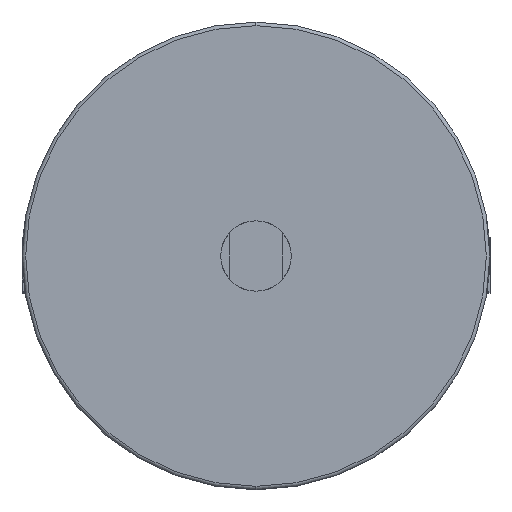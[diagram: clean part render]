
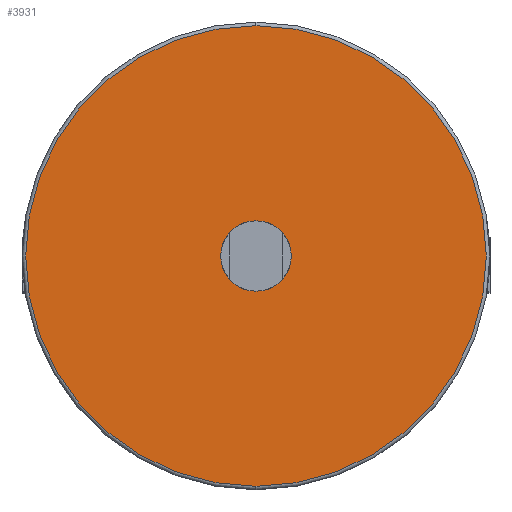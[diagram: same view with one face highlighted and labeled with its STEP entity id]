
A CAD part, left-side view. The second image highlights one B-rep face of the part: STEP entity #3931.
In plain terms, the highlighted planar face has unit normal (-1, 0, 0).
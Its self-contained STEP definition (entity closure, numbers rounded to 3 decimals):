
#1021 = CARTESIAN_POINT ( 'NONE',  ( -190., 0., 0. ) ) ;
#1259 = DIRECTION ( 'NONE',  ( -1., 0., 0. ) ) ;
#1290 = ORIENTED_EDGE ( 'NONE', *, *, #6384, .F. ) ;
#1705 = CARTESIAN_POINT ( 'NONE',  ( -190., 0., 0. ) ) ;
#2188 = DIRECTION ( 'NONE',  ( 0., 0., 1. ) ) ;
#2860 = DIRECTION ( 'NONE',  ( 0., 0., 1. ) ) ;
#3541 = FACE_OUTER_BOUND ( 'NONE', #13216, .T. ) ;
#3838 = VERTEX_POINT ( 'NONE', #7927 ) ;
#3847 = EDGE_CURVE ( 'NONE', #12388, #13674, #10437, .T. ) ;
#3931 = ADVANCED_FACE ( 'NONE', ( #3541, #9732 ), #8234, .T. ) ;
#4117 = AXIS2_PLACEMENT_3D ( 'NONE', #1705, #9808, #2860 ) ;
#4936 = CIRCLE ( 'NONE', #7839, 10. ) ;
#5522 = CARTESIAN_POINT ( 'NONE',  ( -190., 0., 0. ) ) ;
#5548 = EDGE_CURVE ( 'NONE', #13674, #12388, #9703, .T. ) ;
#6045 = ORIENTED_EDGE ( 'NONE', *, *, #5548, .T. ) ;
#6150 = ORIENTED_EDGE ( 'NONE', *, *, #3847, .T. ) ;
#6384 = EDGE_CURVE ( 'NONE', #3838, #10492, #14064, .T. ) ;
#6687 = DIRECTION ( 'NONE',  ( 0., 0., 1. ) ) ;
#6934 = CARTESIAN_POINT ( 'NONE',  ( -190., 0., 0. ) ) ;
#7056 = CARTESIAN_POINT ( 'NONE',  ( -190., 0., 65.5 ) ) ;
#7839 = AXIS2_PLACEMENT_3D ( 'NONE', #6934, #15069, #8104 ) ;
#7927 = CARTESIAN_POINT ( 'NONE',  ( -190., 0., -10. ) ) ;
#7933 = EDGE_CURVE ( 'NONE', #10492, #3838, #4936, .T. ) ;
#8064 = ORIENTED_EDGE ( 'NONE', *, *, #7933, .F. ) ;
#8104 = DIRECTION ( 'NONE',  ( 0., 0., 1. ) ) ;
#8234 = PLANE ( 'NONE',  #13842 ) ;
#8401 = AXIS2_PLACEMENT_3D ( 'NONE', #1021, #9152, #2188 ) ;
#9152 = DIRECTION ( 'NONE',  ( -1., 0., 0. ) ) ;
#9384 = DIRECTION ( 'NONE',  ( 0., 0., 1. ) ) ;
#9703 = CIRCLE ( 'NONE', #4117, 65.5 ) ;
#9732 = FACE_BOUND ( 'NONE', #14233, .T. ) ;
#9808 = DIRECTION ( 'NONE',  ( -1., 0., 0. ) ) ;
#10292 = CARTESIAN_POINT ( 'NONE',  ( -190., 66.5, 0. ) ) ;
#10437 = CIRCLE ( 'NONE', #8401, 65.5 ) ;
#10492 = VERTEX_POINT ( 'NONE', #10790 ) ;
#10790 = CARTESIAN_POINT ( 'NONE',  ( -190., 0., 10. ) ) ;
#12388 = VERTEX_POINT ( 'NONE', #14990 ) ;
#12869 = AXIS2_PLACEMENT_3D ( 'NONE', #5522, #13647, #6687 ) ;
#13216 = EDGE_LOOP ( 'NONE', ( #6045, #6150 ) ) ;
#13647 = DIRECTION ( 'NONE',  ( -1., 0., 0. ) ) ;
#13674 = VERTEX_POINT ( 'NONE', #7056 ) ;
#13842 = AXIS2_PLACEMENT_3D ( 'NONE', #10292, #1259, #9384 ) ;
#14064 = CIRCLE ( 'NONE', #12869, 10. ) ;
#14233 = EDGE_LOOP ( 'NONE', ( #1290, #8064 ) ) ;
#14990 = CARTESIAN_POINT ( 'NONE',  ( -190., 0., -65.5 ) ) ;
#15069 = DIRECTION ( 'NONE',  ( -1., 0., 0. ) ) ;
